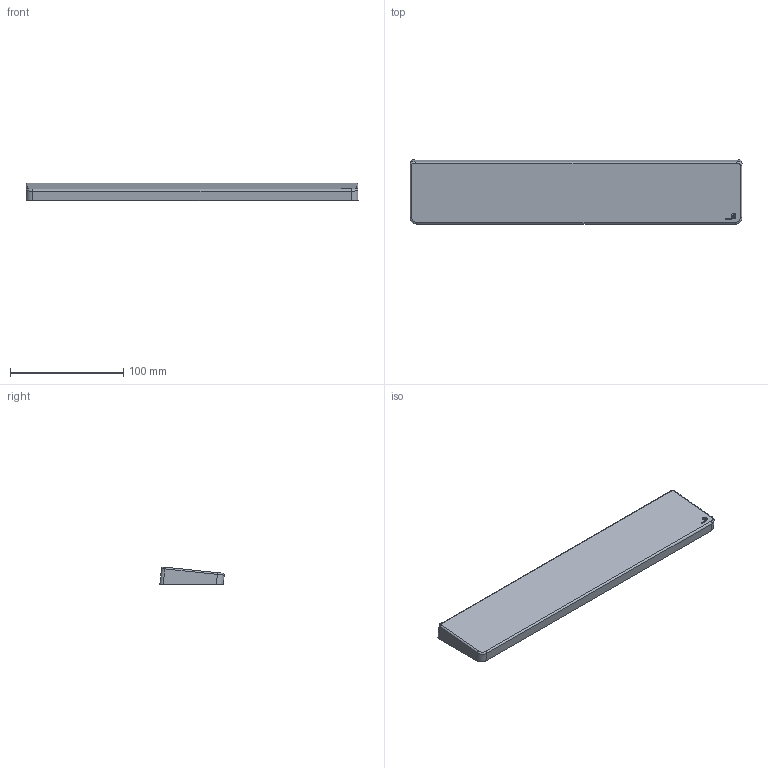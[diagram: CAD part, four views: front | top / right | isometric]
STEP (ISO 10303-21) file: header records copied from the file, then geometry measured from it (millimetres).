
FILE_DESCRIPTION(/* description */ (''),/* implementation_level */ '2;1');
FILE_NAME(/* name */ 'Prime_E Wrist Rest-Inset.step',/* time_stamp */ '2019-08-23T12:54:16-05:00',/* author */ (''),/* organization */ (''),/* preprocessor_version */ 'ST-DEVELOPER v18',/* originating_system */ 'Autodesk Translation Framework v8.6.0.1094',/* authorisation */ '');
FILE_SCHEMA (('AUTOMOTIVE_DESIGN { 1 0 10303 214 3 1 1 }'));
Length unit declared in the file: millimetre
Products named in the file (1): FusionComponent
Bounding box: 292.62 x 56.75 x 15.84 mm (x, y, z)
Volume: 210642.6 mm3; surface area: 40767.6 mm2
Topology: 1 solids, 1 shells, 80 faces, 204 edges, 133 vertices
Faces by surface type: bspline 42, plane 24, cylinder 12, torus 2
Full cylindrical faces by diameter (mm): 10 x4
Entity records: 2955 total; most frequent: CARTESIAN_POINT 1253, ORIENTED_EDGE 408, DIRECTION 221, EDGE_CURVE 204, VERTEX_POINT 133, LINE 91, VECTOR 91, B_SPLINE_CURVE_WITH_KNOTS 87
